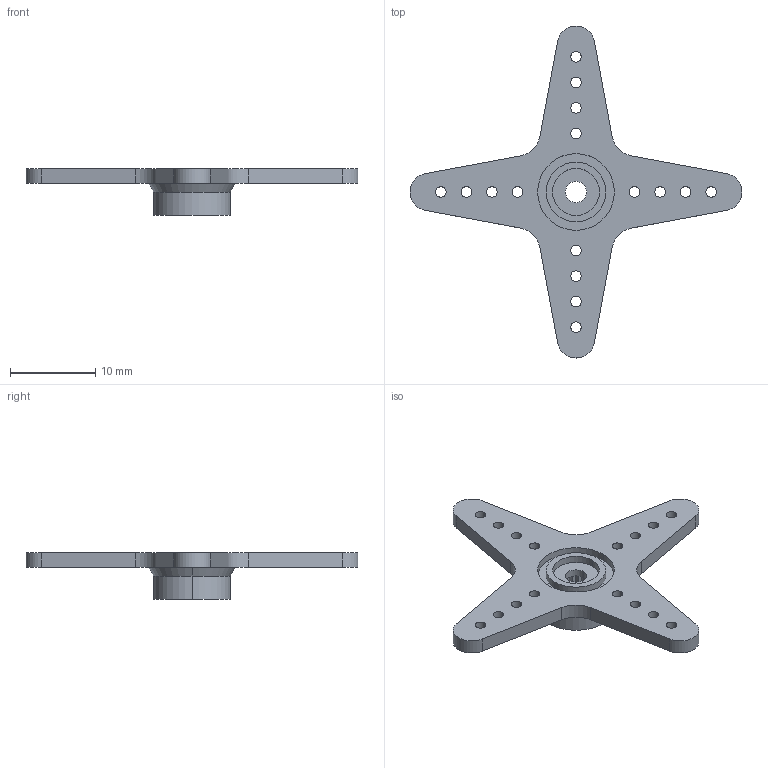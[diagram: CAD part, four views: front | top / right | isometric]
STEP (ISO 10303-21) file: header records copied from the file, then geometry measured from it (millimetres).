
FILE_DESCRIPTION (( 'STEP AP214' ), '1' );
FILE_NAME ('4 Arm.STEP', '2017-04-27T22:17:01', ( '' ), ( '' ), 'SwSTEP 2.0', 'SolidWorks 2016', '' );
FILE_SCHEMA (( 'AUTOMOTIVE_DESIGN' ));
Length unit declared in the file: inch
Products named in the file (1): 4 Arm
Bounding box: 39 x 39 x 5.5 mm (x, y, z)
Volume: 882.9 mm3; surface area: 1460.6 mm2
Topology: 1 solids, 1 shells, 118 faces, 331 edges, 220 vertices
Faces by surface type: plane 65, cylinder 51, cone 2
Entity records: 3931 total; most frequent: DIRECTION 673, CARTESIAN_POINT 670, ORIENTED_EDGE 662, EDGE_CURVE 331, VECTOR 227, LINE 227, AXIS2_PLACEMENT_3D 223, VERTEX_POINT 220
